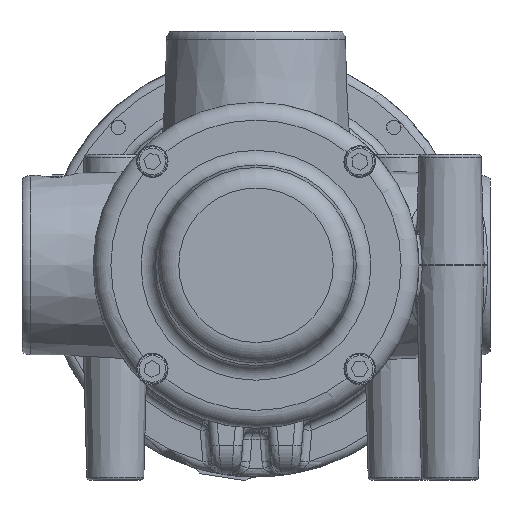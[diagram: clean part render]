
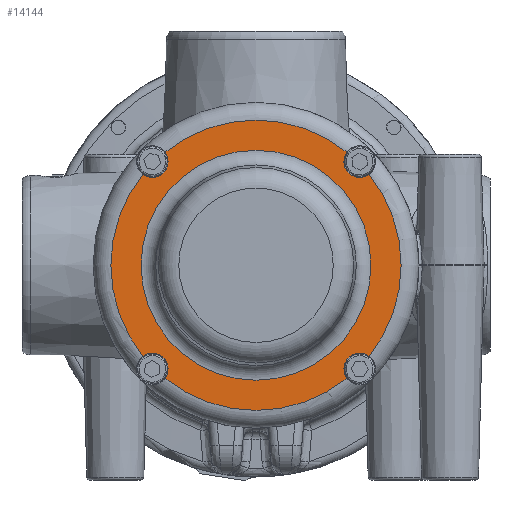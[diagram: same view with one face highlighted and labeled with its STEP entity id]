
A CAD part, front view. The second image highlights one B-rep face of the part: STEP entity #14144.
In plain terms, the highlighted planar face has unit normal (0, -1, 0).
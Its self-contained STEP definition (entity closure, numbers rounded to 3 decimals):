
#1070=FACE_BOUND('',#3058,.T.);
#1341=PLANE('',#15622);
#2155=FACE_OUTER_BOUND('',#3057,.T.);
#3057=EDGE_LOOP('',(#12771,#12772,#12773,#12774,#12775,#12776,#12777,#12778,
#12779,#12780,#12781));
#3058=EDGE_LOOP('',(#12782,#12783));
#5364=CIRCLE('',#15623,5.308);
#5365=CIRCLE('',#15624,49.);
#5366=CIRCLE('',#15625,5.308);
#5367=CIRCLE('',#15626,5.308);
#5368=CIRCLE('',#15627,49.);
#5369=CIRCLE('',#15628,5.308);
#5370=CIRCLE('',#15629,5.308);
#5371=CIRCLE('',#15630,49.);
#5372=CIRCLE('',#15631,49.);
#5373=CIRCLE('',#15632,5.308);
#5374=CIRCLE('',#15633,49.);
#5375=CIRCLE('',#15634,38.818);
#5376=CIRCLE('',#15635,38.818);
#6694=VERTEX_POINT('',#37971);
#6695=VERTEX_POINT('',#37972);
#6696=VERTEX_POINT('',#37974);
#6697=VERTEX_POINT('',#37976);
#6698=VERTEX_POINT('',#37978);
#6699=VERTEX_POINT('',#37980);
#6700=VERTEX_POINT('',#37982);
#6701=VERTEX_POINT('',#37984);
#6702=VERTEX_POINT('',#37986);
#6703=VERTEX_POINT('',#37988);
#6704=VERTEX_POINT('',#37990);
#6705=VERTEX_POINT('',#37993);
#6706=VERTEX_POINT('',#37994);
#8763=EDGE_CURVE('',#6694,#6695,#5364,.T.);
#8764=EDGE_CURVE('',#6696,#6695,#5365,.T.);
#8765=EDGE_CURVE('',#6696,#6697,#5366,.T.);
#8766=EDGE_CURVE('',#6697,#6698,#5367,.T.);
#8767=EDGE_CURVE('',#6699,#6698,#5368,.T.);
#8768=EDGE_CURVE('',#6699,#6700,#5369,.T.);
#8769=EDGE_CURVE('',#6700,#6701,#5370,.T.);
#8770=EDGE_CURVE('',#6702,#6701,#5371,.T.);
#8771=EDGE_CURVE('',#6703,#6702,#5372,.T.);
#8772=EDGE_CURVE('',#6703,#6704,#5373,.T.);
#8773=EDGE_CURVE('',#6694,#6704,#5374,.T.);
#8774=EDGE_CURVE('',#6705,#6706,#5375,.T.);
#8775=EDGE_CURVE('',#6706,#6705,#5376,.T.);
#12771=ORIENTED_EDGE('',*,*,#8763,.T.);
#12772=ORIENTED_EDGE('',*,*,#8764,.F.);
#12773=ORIENTED_EDGE('',*,*,#8765,.T.);
#12774=ORIENTED_EDGE('',*,*,#8766,.T.);
#12775=ORIENTED_EDGE('',*,*,#8767,.F.);
#12776=ORIENTED_EDGE('',*,*,#8768,.T.);
#12777=ORIENTED_EDGE('',*,*,#8769,.T.);
#12778=ORIENTED_EDGE('',*,*,#8770,.F.);
#12779=ORIENTED_EDGE('',*,*,#8771,.F.);
#12780=ORIENTED_EDGE('',*,*,#8772,.T.);
#12781=ORIENTED_EDGE('',*,*,#8773,.F.);
#12782=ORIENTED_EDGE('',*,*,#8774,.T.);
#12783=ORIENTED_EDGE('',*,*,#8775,.T.);
#14144=ADVANCED_FACE('',(#2155,#1070),#1341,.T.);
#15622=AXIS2_PLACEMENT_3D('',#37970,#19096,#19097);
#15623=AXIS2_PLACEMENT_3D('',#37973,#19098,#19099);
#15624=AXIS2_PLACEMENT_3D('',#37975,#19100,#19101);
#15625=AXIS2_PLACEMENT_3D('',#37977,#19102,#19103);
#15626=AXIS2_PLACEMENT_3D('',#37979,#19104,#19105);
#15627=AXIS2_PLACEMENT_3D('',#37981,#19106,#19107);
#15628=AXIS2_PLACEMENT_3D('',#37983,#19108,#19109);
#15629=AXIS2_PLACEMENT_3D('',#37985,#19110,#19111);
#15630=AXIS2_PLACEMENT_3D('',#37987,#19112,#19113);
#15631=AXIS2_PLACEMENT_3D('',#37989,#19114,#19115);
#15632=AXIS2_PLACEMENT_3D('',#37991,#19116,#19117);
#15633=AXIS2_PLACEMENT_3D('',#37992,#19118,#19119);
#15634=AXIS2_PLACEMENT_3D('',#37995,#19120,#19121);
#15635=AXIS2_PLACEMENT_3D('',#37996,#19122,#19123);
#19096=DIRECTION('center_axis',(0.,-1.,0.));
#19097=DIRECTION('ref_axis',(0.,0.,
-1.));
#19098=DIRECTION('center_axis',(0.,1.,0.));
#19099=DIRECTION('ref_axis',(-1.,0.,0.));
#19100=DIRECTION('center_axis',(0.,1.,0.));
#19101=DIRECTION('ref_axis',(-1.,0.,0.));
#19102=DIRECTION('center_axis',(0.,1.,0.));
#19103=DIRECTION('ref_axis',(-1.,0.,0.));
#19104=DIRECTION('center_axis',(0.,1.,0.));
#19105=DIRECTION('ref_axis',(-1.,0.,0.));
#19106=DIRECTION('center_axis',(0.,1.,0.));
#19107=DIRECTION('ref_axis',(-1.,0.,0.));
#19108=DIRECTION('center_axis',(0.,1.,0.));
#19109=DIRECTION('ref_axis',(-1.,0.,0.));
#19110=DIRECTION('center_axis',(0.,1.,0.));
#19111=DIRECTION('ref_axis',(-1.,0.,0.));
#19112=DIRECTION('center_axis',(0.,1.,0.));
#19113=DIRECTION('ref_axis',(-1.,0.,0.));
#19114=DIRECTION('center_axis',(0.,1.,0.));
#19115=DIRECTION('ref_axis',(-1.,0.,0.));
#19116=DIRECTION('center_axis',(0.,1.,0.));
#19117=DIRECTION('ref_axis',(-1.,0.,0.));
#19118=DIRECTION('center_axis',(0.,1.,0.));
#19119=DIRECTION('ref_axis',(-1.,0.,0.));
#19120=DIRECTION('center_axis',(0.,1.,0.));
#19121=DIRECTION('ref_axis',(-1.,0.,0.));
#19122=DIRECTION('center_axis',(0.,1.,0.));
#19123=DIRECTION('ref_axis',(-1.,0.,0.));
#37970=CARTESIAN_POINT('Origin',(-43.909,-7.,0.));
#37971=CARTESIAN_POINT('',(38.161,-7.,30.736));
#37972=CARTESIAN_POINT('',(30.736,-7.,38.161));
#37973=CARTESIAN_POINT('Origin',(35.,-7.,35.));
#37974=CARTESIAN_POINT('',(-30.736,-7.,38.161));
#37975=CARTESIAN_POINT('Origin',(0.,-7.,
0.));
#37976=CARTESIAN_POINT('',(-29.692,-7.,35.));
#37977=CARTESIAN_POINT('Origin',(-35.,-7.,35.));
#37978=CARTESIAN_POINT('',(-38.161,-7.,30.736));
#37979=CARTESIAN_POINT('Origin',(-35.,-7.,35.));
#37980=CARTESIAN_POINT('',(-38.161,-7.,-30.736));
#37981=CARTESIAN_POINT('Origin',(0.,-7.,
0.));
#37982=CARTESIAN_POINT('',(-29.692,-7.,-35.));
#37983=CARTESIAN_POINT('Origin',(-35.,-7.,-35.));
#37984=CARTESIAN_POINT('',(-30.736,-7.,-38.161));
#37985=CARTESIAN_POINT('Origin',(-35.,-7.,-35.));
#37986=CARTESIAN_POINT('',(0.,-7.,-49.));
#37987=CARTESIAN_POINT('Origin',(0.,-7.,
0.));
#37988=CARTESIAN_POINT('',(30.736,-7.,-38.161));
#37989=CARTESIAN_POINT('Origin',(0.,-7.,
0.));
#37990=CARTESIAN_POINT('',(38.161,-7.,-30.736));
#37991=CARTESIAN_POINT('Origin',(35.,-7.,-35.));
#37992=CARTESIAN_POINT('Origin',(0.,-7.,
0.));
#37993=CARTESIAN_POINT('',(-38.818,-7.,0.));
#37994=CARTESIAN_POINT('',(0.,-7.,-38.818));
#37995=CARTESIAN_POINT('Origin',(0.,-7.,
0.));
#37996=CARTESIAN_POINT('Origin',(0.,-7.,
0.));
